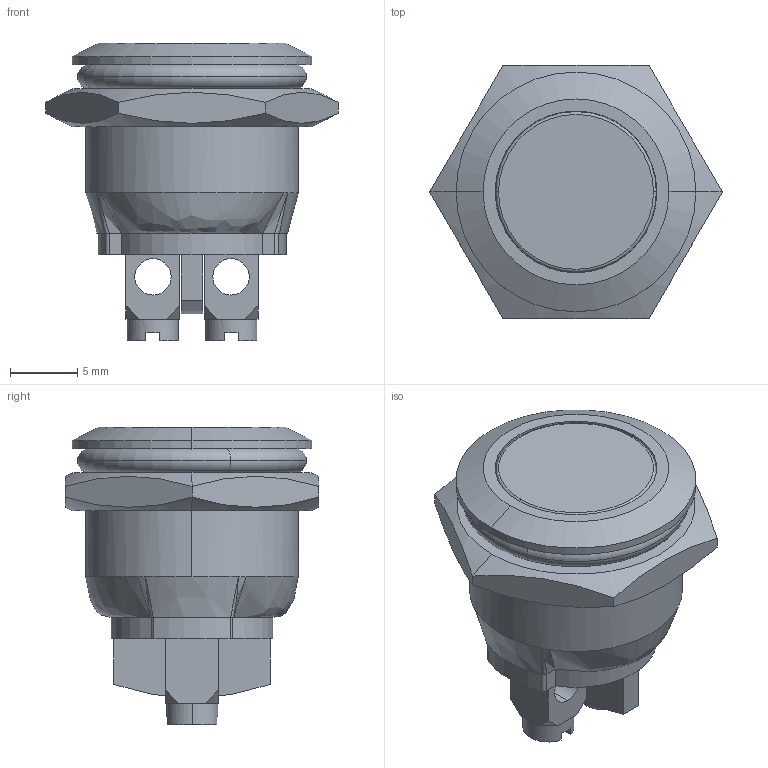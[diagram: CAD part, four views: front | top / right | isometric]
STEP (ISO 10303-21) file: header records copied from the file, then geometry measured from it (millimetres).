
FILE_DESCRIPTION (( 'STEP AP214' ), '1' );
FILE_NAME ('button-with-ring.STEP', '2022-02-05T12:26:19', ( '' ), ( '' ), 'SwSTEP 2.0', 'SolidWorks 2020', '' );
FILE_SCHEMA (( 'AUTOMOTIVE_DESIGN' ));
Length unit declared in the file: millimetre
Products named in the file (4): button; button-with-ring; button-ring; button-nut
Assembly tree (3 placements, depth 2):
  button-with-ring
    button
    button-nut
    button-ring
Bounding box: 21.71 x 18.8 x 22.1 mm (x, y, z)
Volume: 3526.2 mm3; surface area: 2724.4 mm2
Topology: 6 solids, 6 shells, 122 faces, 305 edges, 195 vertices
Faces by surface type: plane 69, cylinder 24, bspline 14, torus 6, cone 5, sphere 4
Entity records: 7605 total; most frequent: CARTESIAN_POINT 4523, DIRECTION 602, ORIENTED_EDGE 602, EDGE_CURVE 301, AXIS2_PLACEMENT_3D 214, VERTEX_POINT 195, VECTOR 174, LINE 174
